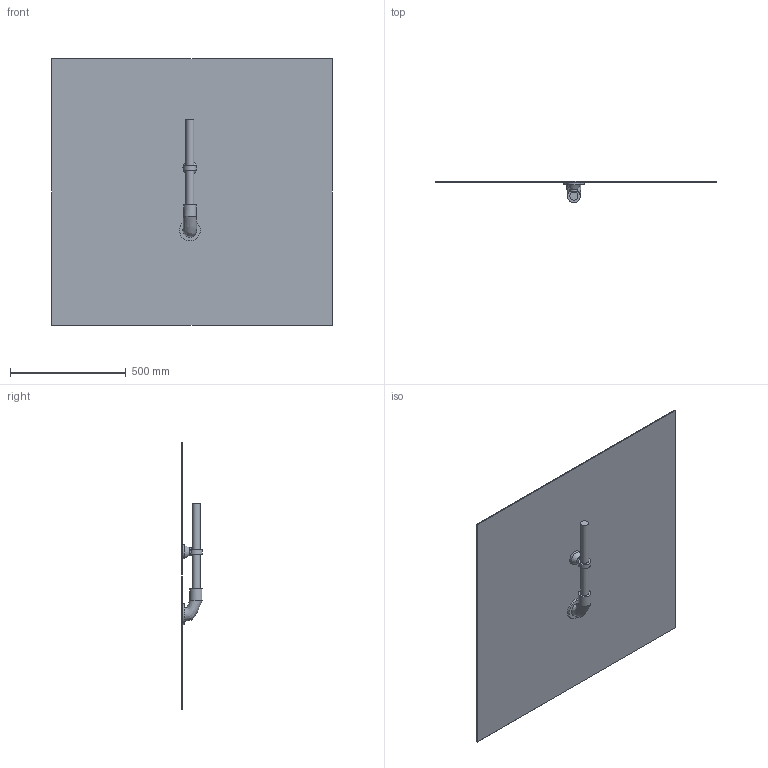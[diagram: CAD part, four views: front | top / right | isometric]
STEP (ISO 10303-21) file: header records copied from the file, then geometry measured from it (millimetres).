
FILE_DESCRIPTION(/* description */ (''),/* implementation_level */ '2;1');
FILE_NAME(/* name */ 'hanger v14.stp',/* time_stamp */ '2022-09-22T11:50:38+02:00',/* author */ (''),/* organization */ (''),/* preprocessor_version */ 'ST-DEVELOPER v19',/* originating_system */ 'Autodesk Translation Framework v11.7.0.108',/* authorisation */ '');
FILE_SCHEMA (('AUTOMOTIVE_DESIGN { 1 0 10303 214 3 1 1 }'));
Length unit declared in the file: millimetre
Products named in the file (1): hanger
Bounding box: 1210.18 x 90.5 x 1149.09 mm (x, y, z)
Volume: 5015042.1 mm3; surface area: 2900130.2 mm2
Topology: 4 solids, 4 shells, 27 faces, 50 edges, 33 vertices
Faces by surface type: plane 17, cylinder 8, bspline 1, cone 1
Full cylindrical faces by diameter (mm): 35 x4, 55 x1, 60 x1, 90 x1
Entity records: 1030 total; most frequent: CARTESIAN_POINT 442, DIRECTION 120, ORIENTED_EDGE 100, EDGE_CURVE 50, AXIS2_PLACEMENT_3D 47, VERTEX_POINT 33, EDGE_LOOP 31, FACE_OUTER_BOUND 27
